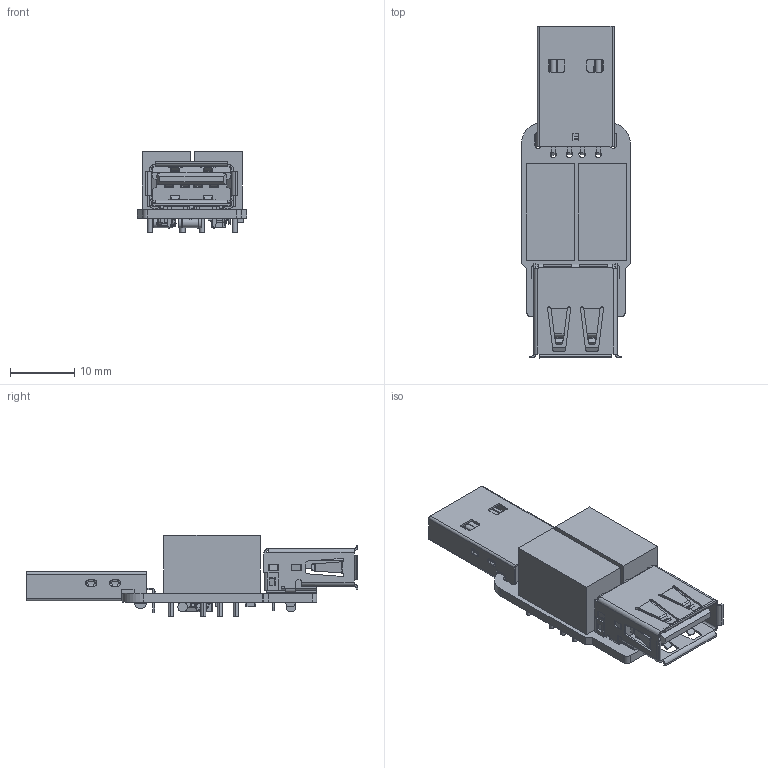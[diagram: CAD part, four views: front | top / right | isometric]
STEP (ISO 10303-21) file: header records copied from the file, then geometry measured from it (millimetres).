
FILE_DESCRIPTION(('Open CASCADE Model'),'2;1');
FILE_NAME('Open CASCADE Shape Model','2021-07-18T17:10:45',('Author'),( 'Open CASCADE'),'Open CASCADE STEP processor 6.8','Open CASCADE 6.8' ,'Unknown');
FILE_SCHEMA(('AUTOMOTIVE_DESIGN { 1 0 10303 214 1 1 1 1 }'));
Products named in the file (1): PCB
Bounding box: 16.97 x 51.64 x 12.6 mm (x, y, z)
Volume: 2715.4 mm3; surface area: 6573.7 mm2
Topology: 35 solids, 878 shells, 1814 faces, 7050 edges, 6061 vertices
Faces by surface type: plane 1155, cylinder 473, bspline 110, sphere 54, torus 18, revolution 4
Full cylindrical faces by diameter (mm): 0.088 x1, 0.8 x16, 0.9 x4, 0.991 x4, 1.194 x2, 1.448 x2, 1.499 x6, 1.504 x2, 2.3 x2
Entity records: 84235 total; most frequent: CARTESIAN_POINT 20265, DIRECTION 11394, ORIENTED_EDGE 9264, EDGE_CURVE 7005, VERTEX_POINT 6061, LINE 5156, VECTOR 5156, AXIS2_PLACEMENT_3D 3117
